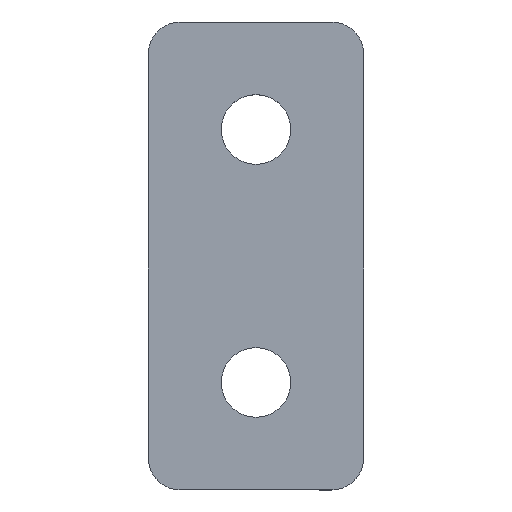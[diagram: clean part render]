
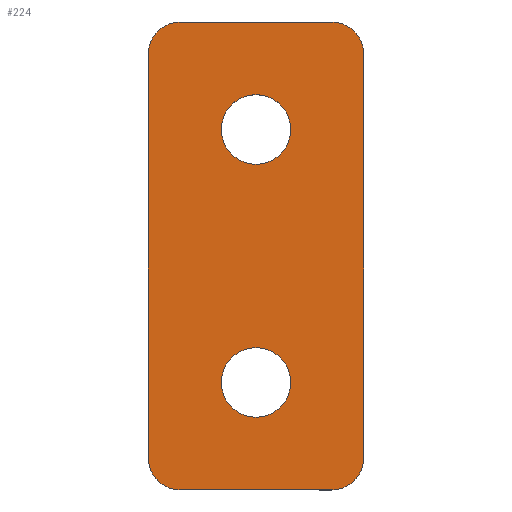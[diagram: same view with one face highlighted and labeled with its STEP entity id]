
A CAD part, top view. The second image highlights one B-rep face of the part: STEP entity #224.
In plain terms, the highlighted planar face has unit normal (0, 0, 1).
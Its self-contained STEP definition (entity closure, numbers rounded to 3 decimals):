
#9 = DIRECTION ( 'NONE',  ( -1., 0., 0. ) ) ;
#11 = VERTEX_POINT ( 'NONE', #22 ) ;
#14 = CARTESIAN_POINT ( 'NONE',  ( 7.25, 11., 1. ) ) ;
#17 = CARTESIAN_POINT ( 'NONE',  ( 4., 19.5, 1. ) ) ;
#19 = CIRCLE ( 'NONE', #196, 2.5 ) ;
#21 = CIRCLE ( 'NONE', #374, 2.5 ) ;
#22 = CARTESIAN_POINT ( 'NONE',  ( 4., -17.5, 1. ) ) ;
#23 = DIRECTION ( 'NONE',  ( 1., 0., 0. ) ) ;
#26 = FACE_BOUND ( 'NONE', #96, .T. ) ;
#27 = CIRCLE ( 'NONE', #80, 2.75 ) ;
#28 = CARTESIAN_POINT ( 'NONE',  ( 10., -9., 1. ) ) ;
#36 = CARTESIAN_POINT ( 'NONE',  ( 18.5, 17., 1. ) ) ;
#41 = DIRECTION ( 'NONE',  ( 0., 0., -1. ) ) ;
#46 = VERTEX_POINT ( 'NONE', #14 ) ;
#47 = CIRCLE ( 'NONE', #277, 2.5 ) ;
#53 = DIRECTION ( 'NONE',  ( -1., 0., 0. ) ) ;
#61 = CARTESIAN_POINT ( 'NONE',  ( 16., -15., 1. ) ) ;
#64 = DIRECTION ( 'NONE',  ( 0., 0., -1. ) ) ;
#65 = CARTESIAN_POINT ( 'NONE',  ( 1.5, -15., 1. ) ) ;
#74 = VERTEX_POINT ( 'NONE', #17 ) ;
#76 = CARTESIAN_POINT ( 'NONE',  ( 10., 11., 1. ) ) ;
#80 = AXIS2_PLACEMENT_3D ( 'NONE', #76, #278, #276 ) ;
#82 = ORIENTED_EDGE ( 'NONE', *, *, #207, .F. ) ;
#89 = ORIENTED_EDGE ( 'NONE', *, *, #300, .F. ) ;
#90 = PLANE ( 'NONE',  #111 ) ;
#91 = CIRCLE ( 'NONE', #161, 2.5 ) ;
#92 = CARTESIAN_POINT ( 'NONE',  ( 1.5, 17., 1. ) ) ;
#93 = DIRECTION ( 'NONE',  ( 1., 0., 0. ) ) ;
#96 = EDGE_LOOP ( 'NONE', ( #163 ) ) ;
#101 = EDGE_LOOP ( 'NONE', ( #261, #220, #229, #89, #316, #171, #82, #383 ) ) ;
#110 = VECTOR ( 'NONE', #308, 1000. ) ;
#111 = AXIS2_PLACEMENT_3D ( 'NONE', #61, #408, #191 ) ;
#116 = EDGE_LOOP ( 'NONE', ( #321 ) ) ;
#117 = FACE_BOUND ( 'NONE', #116, .T. ) ;
#118 = VECTOR ( 'NONE', #93, 1000. ) ;
#120 = LINE ( 'NONE', #216, #110 ) ;
#131 = CARTESIAN_POINT ( 'NONE',  ( 16., 19.5, 1. ) ) ;
#144 = EDGE_CURVE ( 'NONE', #46, #46, #27, .T. ) ;
#150 = VERTEX_POINT ( 'NONE', #187 ) ;
#155 = DIRECTION ( 'NONE',  ( 0., 0., -1. ) ) ;
#158 = CARTESIAN_POINT ( 'NONE',  ( 18.5, -15., 1. ) ) ;
#161 = AXIS2_PLACEMENT_3D ( 'NONE', #381, #64, #164 ) ;
#162 = LINE ( 'NONE', #322, #337 ) ;
#163 = ORIENTED_EDGE ( 'NONE', *, *, #144, .T. ) ;
#164 = DIRECTION ( 'NONE',  ( 1., 0., 0. ) ) ;
#166 = EDGE_CURVE ( 'NONE', #351, #331, #120, .T. ) ;
#167 = DIRECTION ( 'NONE',  ( 0., -1., 0. ) ) ;
#169 = CIRCLE ( 'NONE', #269, 2.75 ) ;
#171 = ORIENTED_EDGE ( 'NONE', *, *, #166, .F. ) ;
#172 = DIRECTION ( 'NONE',  ( 1., 0., 0. ) ) ;
#185 = CARTESIAN_POINT ( 'NONE',  ( 4., -15., 1. ) ) ;
#187 = CARTESIAN_POINT ( 'NONE',  ( 18.5, 17., 1. ) ) ;
#190 = EDGE_CURVE ( 'NONE', #266, #266, #169, .T. ) ;
#191 = DIRECTION ( 'NONE',  ( 1., 0., 0. ) ) ;
#194 = CARTESIAN_POINT ( 'NONE',  ( 16., -17.5, 1. ) ) ;
#196 = AXIS2_PLACEMENT_3D ( 'NONE', #185, #304, #248 ) ;
#205 = VECTOR ( 'NONE', #167, 1000. ) ;
#207 = EDGE_CURVE ( 'NONE', #11, #351, #19, .T. ) ;
#213 = CARTESIAN_POINT ( 'NONE',  ( 16., 17., 1. ) ) ;
#216 = CARTESIAN_POINT ( 'NONE',  ( 1.5, -15., 1. ) ) ;
#220 = ORIENTED_EDGE ( 'NONE', *, *, #369, .F. ) ;
#224 = ADVANCED_FACE ( 'NONE', ( #26, #117, #371 ), #90, .F. ) ;
#229 = ORIENTED_EDGE ( 'NONE', *, *, #247, .F. ) ;
#247 = EDGE_CURVE ( 'NONE', #272, #150, #21, .T. ) ;
#248 = DIRECTION ( 'NONE',  ( 1., 0., 0. ) ) ;
#261 = ORIENTED_EDGE ( 'NONE', *, *, #306, .F. ) ;
#265 = EDGE_CURVE ( 'NONE', #364, #11, #162, .T. ) ;
#266 = VERTEX_POINT ( 'NONE', #326 ) ;
#269 = AXIS2_PLACEMENT_3D ( 'NONE', #28, #155, #53 ) ;
#272 = VERTEX_POINT ( 'NONE', #131 ) ;
#276 = DIRECTION ( 'NONE',  ( -1., 0., 0. ) ) ;
#277 = AXIS2_PLACEMENT_3D ( 'NONE', #283, #41, #172 ) ;
#278 = DIRECTION ( 'NONE',  ( 0., 0., -1. ) ) ;
#283 = CARTESIAN_POINT ( 'NONE',  ( 4., 17., 1. ) ) ;
#300 = EDGE_CURVE ( 'NONE', #74, #272, #375, .T. ) ;
#304 = DIRECTION ( 'NONE',  ( 0., 0., -1. ) ) ;
#306 = EDGE_CURVE ( 'NONE', #391, #364, #91, .T. ) ;
#308 = DIRECTION ( 'NONE',  ( 0., 1., 0. ) ) ;
#316 = ORIENTED_EDGE ( 'NONE', *, *, #397, .F. ) ;
#321 = ORIENTED_EDGE ( 'NONE', *, *, #190, .T. ) ;
#322 = CARTESIAN_POINT ( 'NONE',  ( 16., -17.5, 1. ) ) ;
#326 = CARTESIAN_POINT ( 'NONE',  ( 7.25, -9., 1. ) ) ;
#331 = VERTEX_POINT ( 'NONE', #92 ) ;
#335 = DIRECTION ( 'NONE',  ( 0., 0., -1. ) ) ;
#337 = VECTOR ( 'NONE', #9, 1000. ) ;
#345 = CARTESIAN_POINT ( 'NONE',  ( 4., 19.5, 1. ) ) ;
#351 = VERTEX_POINT ( 'NONE', #65 ) ;
#352 = LINE ( 'NONE', #36, #205 ) ;
#364 = VERTEX_POINT ( 'NONE', #194 ) ;
#369 = EDGE_CURVE ( 'NONE', #150, #391, #352, .T. ) ;
#371 = FACE_OUTER_BOUND ( 'NONE', #101, .T. ) ;
#374 = AXIS2_PLACEMENT_3D ( 'NONE', #213, #335, #23 ) ;
#375 = LINE ( 'NONE', #345, #118 ) ;
#381 = CARTESIAN_POINT ( 'NONE',  ( 16., -15., 1. ) ) ;
#383 = ORIENTED_EDGE ( 'NONE', *, *, #265, .F. ) ;
#391 = VERTEX_POINT ( 'NONE', #158 ) ;
#397 = EDGE_CURVE ( 'NONE', #331, #74, #47, .T. ) ;
#408 = DIRECTION ( 'NONE',  ( 0., 0., -1. ) ) ;
